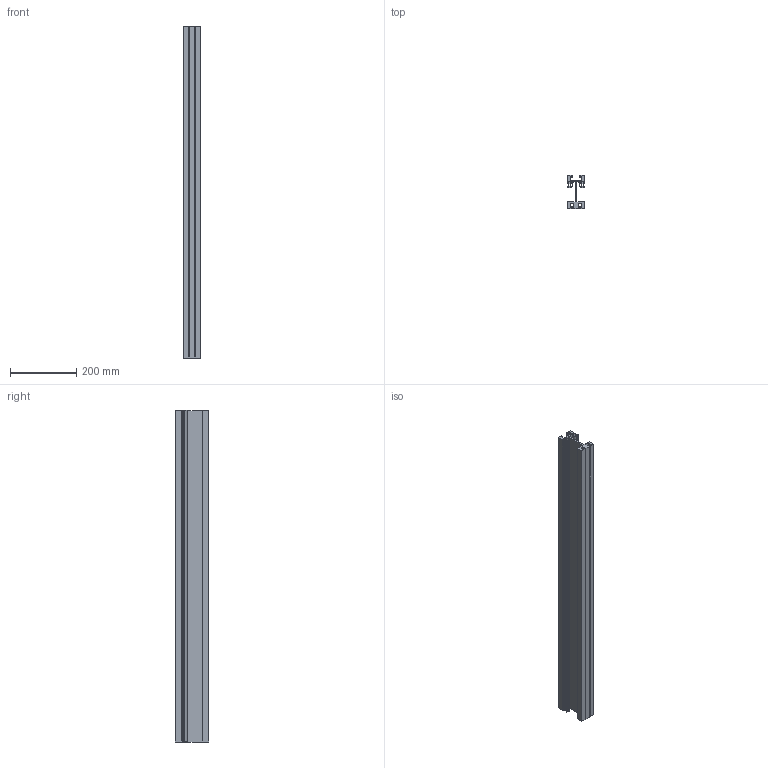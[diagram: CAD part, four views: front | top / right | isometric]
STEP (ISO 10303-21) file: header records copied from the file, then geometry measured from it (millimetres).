
FILE_DESCRIPTION (( 'STEP AP214' ), '1' );
FILE_NAME ('Unibeam with power rail_1m.STEP', '2020-04-02T13:54:37', ( '' ), ( '' ), 'SwSTEP 2.0', 'SolidWorks 2019', '' );
FILE_SCHEMA (( 'AUTOMOTIVE_DESIGN' ));
Length unit declared in the file: millimetre
Products named in the file (1): Unibeam with power rail_1m
Bounding box: 51 x 100 x 1002 mm (x, y, z)
Surface area: 766111.3 mm2 (no closed solid volume)
Topology: 0 solids, 3 shells, 117 faces, 363 edges, 242 vertices
Faces by surface type: plane 78, cylinder 39
Entity records: 5363 total; most frequent: CARTESIAN_POINT 723, DIRECTION 689, ORIENTED_EDGE 686, EDGE_CURVE 363, LINE 273, VECTOR 273, VERTEX_POINT 242, AXIS2_PLACEMENT_3D 208
